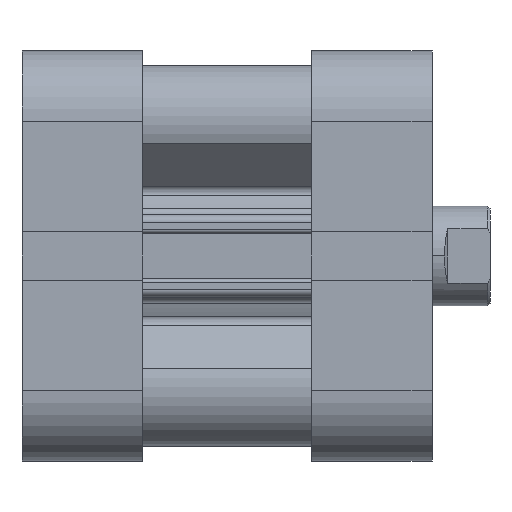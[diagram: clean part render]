
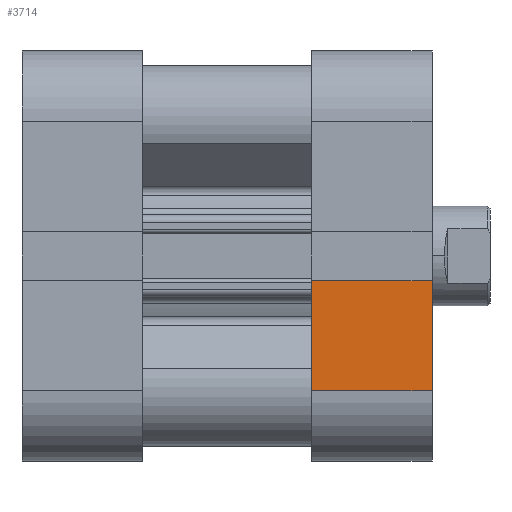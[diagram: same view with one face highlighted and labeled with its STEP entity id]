
A CAD part, front view. The second image highlights one B-rep face of the part: STEP entity #3714.
In plain terms, the highlighted planar face has unit normal (0, -1, 0).
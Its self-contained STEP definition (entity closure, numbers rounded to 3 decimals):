
#851 = VERTEX_POINT ( 'NONE', #1593 ) ;
#865 = VERTEX_POINT ( 'NONE', #1580 ) ;
#1289 = VERTEX_POINT ( 'NONE', #10135 ) ;
#1311 = VERTEX_POINT ( 'NONE', #10103 ) ;
#1580 = CARTESIAN_POINT ( 'NONE',  ( -25.25, -24.75, 2.97 ) ) ;
#1593 = CARTESIAN_POINT ( 'NONE',  ( -10.75, -24.75, 2.97 ) ) ;
#3424 = CARTESIAN_POINT ( 'NONE',  ( -10.75, -24.75, 0. ) ) ;
#3433 = PLANE ( 'NONE',  #4656 ) ;
#3444 = DIRECTION ( 'NONE',  ( 0., -1., 0. ) ) ;
#3445 = DIRECTION ( 'NONE',  ( 0., 0., -1. ) ) ;
#3714 = ADVANCED_FACE ( 'NONE', ( #7017 ), #3433, .T. ) ;
#4307 = EDGE_CURVE ( 'NONE', #851, #1289, #9410, .T. ) ;
#4327 = EDGE_CURVE ( 'NONE', #865, #1311, #9443, .T. ) ;
#4330 = EDGE_CURVE ( 'NONE', #851, #865, #9445, .T. ) ;
#4333 = EDGE_CURVE ( 'NONE', #1289, #1311, #9459, .T. ) ;
#4656 = AXIS2_PLACEMENT_3D ( 'NONE', #3424, #3444, #3445 ) ;
#5869 = ORIENTED_EDGE ( 'NONE', *, *, #4327, .F. ) ;
#5876 = ORIENTED_EDGE ( 'NONE', *, *, #4330, .F. ) ;
#5878 = ORIENTED_EDGE ( 'NONE', *, *, #4307, .T. ) ;
#5895 = ORIENTED_EDGE ( 'NONE', *, *, #4333, .T. ) ;
#7017 = FACE_OUTER_BOUND ( 'NONE', #7352, .T. ) ;
#7352 = EDGE_LOOP ( 'NONE', ( #5876, #5878, #5895, #5869 ) ) ;
#9410 = LINE ( 'NONE', #9855, #9419 ) ;
#9419 = VECTOR ( 'NONE', #9856, 1000. ) ;
#9443 = LINE ( 'NONE', #9906, #9449 ) ;
#9445 = LINE ( 'NONE', #9910, #9457 ) ;
#9449 = VECTOR ( 'NONE', #9907, 1000. ) ;
#9457 = VECTOR ( 'NONE', #9914, 1000. ) ;
#9459 = LINE ( 'NONE', #9911, #9461 ) ;
#9461 = VECTOR ( 'NONE', #9920, 1000. ) ;
#9855 = CARTESIAN_POINT ( 'NONE',  ( -10.75, -24.75, 0. ) ) ;
#9856 = DIRECTION ( 'NONE',  ( 0., 0., 1. ) ) ;
#9906 = CARTESIAN_POINT ( 'NONE',  ( -25.25, -24.75, 0. ) ) ;
#9907 = DIRECTION ( 'NONE',  ( 0., 0., 1. ) ) ;
#9910 = CARTESIAN_POINT ( 'NONE',  ( -10.75, -24.75, 2.97 ) ) ;
#9911 = CARTESIAN_POINT ( 'NONE',  ( -10.75, -24.75, 16.25 ) ) ;
#9914 = DIRECTION ( 'NONE',  ( -1., 0., 0. ) ) ;
#9920 = DIRECTION ( 'NONE',  ( -1., 0., 0. ) ) ;
#10103 = CARTESIAN_POINT ( 'NONE',  ( -25.25, -24.75, 16.25 ) ) ;
#10135 = CARTESIAN_POINT ( 'NONE',  ( -10.75, -24.75, 16.25 ) ) ;
